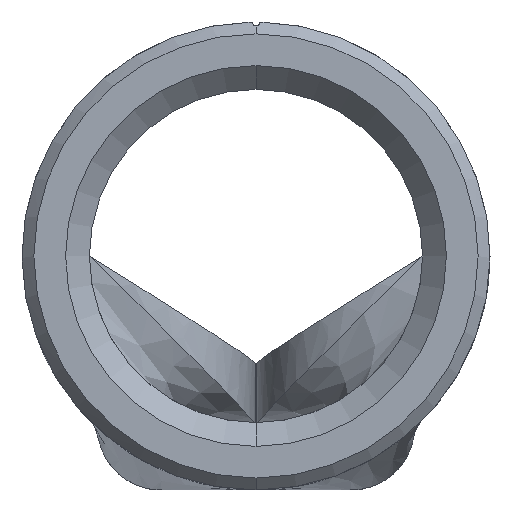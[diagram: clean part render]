
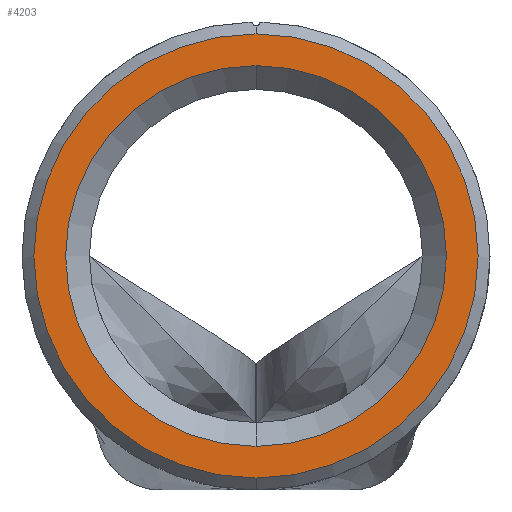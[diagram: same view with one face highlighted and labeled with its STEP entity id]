
A CAD part, front view. The second image highlights one B-rep face of the part: STEP entity #4203.
In plain terms, the highlighted planar face has unit normal (0, -1, 0).
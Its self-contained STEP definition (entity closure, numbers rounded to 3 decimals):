
#217 = CARTESIAN_POINT ( 'NONE',  ( 0., -16., 0. ) ) ;
#1399 = CIRCLE ( 'NONE', #3923, 4.8 ) ;
#1718 = CARTESIAN_POINT ( 'NONE',  ( 0., -16., 4.8 ) ) ;
#2071 = VERTEX_POINT ( 'NONE', #1718 ) ;
#2120 = DIRECTION ( 'NONE',  ( 0., 0., -1. ) ) ;
#2127 = EDGE_LOOP ( 'NONE', ( #4886, #2453 ) ) ;
#2242 = CIRCLE ( 'NONE', #4357, 5.6 ) ;
#2318 = DIRECTION ( 'NONE',  ( 0., 0., -1. ) ) ;
#2391 = EDGE_CURVE ( 'NONE', #4569, #3448, #2242, .T. ) ;
#2453 = ORIENTED_EDGE ( 'NONE', *, *, #6944, .F. ) ;
#2462 = CIRCLE ( 'NONE', #2734, 5.6 ) ;
#2734 = AXIS2_PLACEMENT_3D ( 'NONE', #2773, #5306, #3438 ) ;
#2773 = CARTESIAN_POINT ( 'NONE',  ( 0., -16., 0. ) ) ;
#2858 = PLANE ( 'NONE',  #4140 ) ;
#2960 = CARTESIAN_POINT ( 'NONE',  ( 0., -16., -4.8 ) ) ;
#3035 = CARTESIAN_POINT ( 'NONE',  ( 0., -16., 0. ) ) ;
#3272 = VERTEX_POINT ( 'NONE', #2960 ) ;
#3395 = DIRECTION ( 'NONE',  ( 0., 0., 1. ) ) ;
#3438 = DIRECTION ( 'NONE',  ( 0., 0., 1. ) ) ;
#3448 = VERTEX_POINT ( 'NONE', #7776 ) ;
#3923 = AXIS2_PLACEMENT_3D ( 'NONE', #217, #4154, #2120 ) ;
#4140 = AXIS2_PLACEMENT_3D ( 'NONE', #7789, #4638, #3395 ) ;
#4154 = DIRECTION ( 'NONE',  ( 0., -1., 0. ) ) ;
#4185 = FACE_OUTER_BOUND ( 'NONE', #2127, .T. ) ;
#4203 = ADVANCED_FACE ( 'NONE', ( #4185, #7161 ), #2858, .F. ) ;
#4287 = EDGE_LOOP ( 'NONE', ( #5110, #4583 ) ) ;
#4357 = AXIS2_PLACEMENT_3D ( 'NONE', #3035, #6215, #4888 ) ;
#4370 = EDGE_CURVE ( 'NONE', #3272, #2071, #4524, .T. ) ;
#4524 = CIRCLE ( 'NONE', #5724, 4.8 ) ;
#4569 = VERTEX_POINT ( 'NONE', #4674 ) ;
#4583 = ORIENTED_EDGE ( 'NONE', *, *, #6600, .F. ) ;
#4638 = DIRECTION ( 'NONE',  ( 0., 1., 0. ) ) ;
#4674 = CARTESIAN_POINT ( 'NONE',  ( 0., -16., 5.6 ) ) ;
#4886 = ORIENTED_EDGE ( 'NONE', *, *, #2391, .F. ) ;
#4888 = DIRECTION ( 'NONE',  ( 0., 0., 1. ) ) ;
#4999 = CARTESIAN_POINT ( 'NONE',  ( 0., -16., 0. ) ) ;
#5110 = ORIENTED_EDGE ( 'NONE', *, *, #4370, .F. ) ;
#5306 = DIRECTION ( 'NONE',  ( 0., 1., 0. ) ) ;
#5724 = AXIS2_PLACEMENT_3D ( 'NONE', #4999, #6910, #2318 ) ;
#6215 = DIRECTION ( 'NONE',  ( 0., 1., 0. ) ) ;
#6600 = EDGE_CURVE ( 'NONE', #2071, #3272, #1399, .T. ) ;
#6910 = DIRECTION ( 'NONE',  ( 0., -1., 0. ) ) ;
#6944 = EDGE_CURVE ( 'NONE', #3448, #4569, #2462, .T. ) ;
#7161 = FACE_BOUND ( 'NONE', #4287, .T. ) ;
#7776 = CARTESIAN_POINT ( 'NONE',  ( 0., -16., -5.6 ) ) ;
#7789 = CARTESIAN_POINT ( 'NONE',  ( 4.2, -16., 0. ) ) ;
